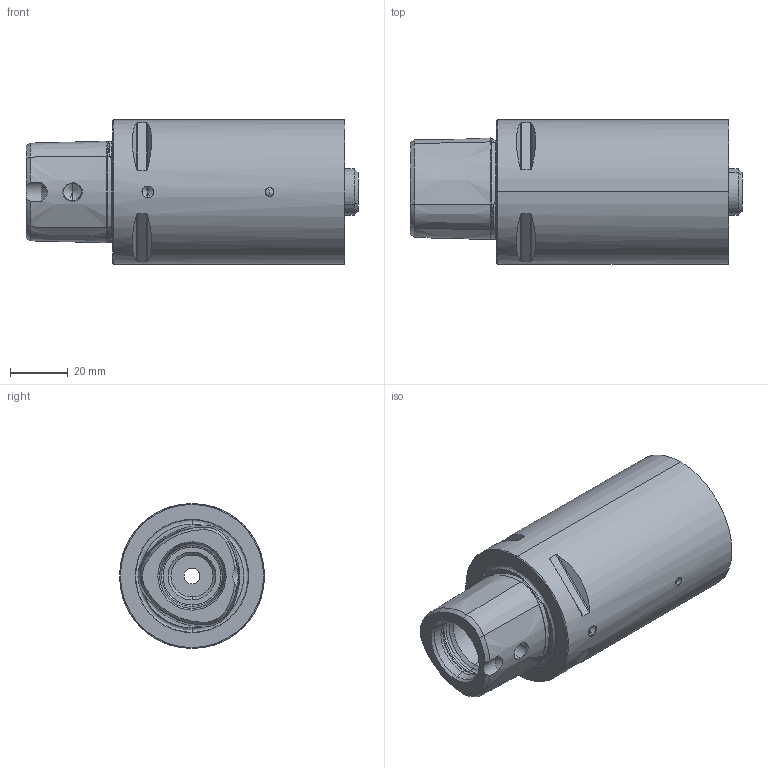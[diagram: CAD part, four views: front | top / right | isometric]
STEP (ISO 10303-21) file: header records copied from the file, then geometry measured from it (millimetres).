
FILE_DESCRIPTION (( 'STEP AP214' ), '1' );
FILE_NAME ('PS5.PS5.K01.080.STEP', '2017-01-10T11:20:32', ( 'SWIAdmin' ), ( 'Hewlett-Packard Company' ), 'SwSTEP 2.0', 'SolidWorks 2015', '' );
FILE_SCHEMA (( 'AUTOMOTIVE_DESIGN' ));
Length unit declared in the file: millimetre
Products named in the file (5): PS5-ER2.001.017_A; PS5.PS5.K01.080; PS5-ER1.K01.070_A_PreviewCfg; PS5-PS5.K01.080_A; ISO 8745-3x10
Assembly tree (4 placements, depth 2):
  PS5.PS5.K01.080
    PS5-PS5.K01.080_A
    PS5-ER1.K01.070_A_PreviewCfg
    PS5-ER2.001.017_A
    ISO 8745-3x10
Bounding box: 114.5 x 50 x 50 mm (x, y, z)
Volume: 145542.6 mm3; surface area: 36494.4 mm2
Topology: 4 solids, 4 shells, 229 faces, 522 edges, 308 vertices
Faces by surface type: cone 67, cylinder 56, torus 54, plane 48, sphere 4
Entity records: 7329 total; most frequent: CARTESIAN_POINT 1868, DIRECTION 1181, ORIENTED_EDGE 1036, EDGE_CURVE 518, AXIS2_PLACEMENT_3D 505, VERTEX_POINT 308, CIRCLE 269, EDGE_LOOP 252
